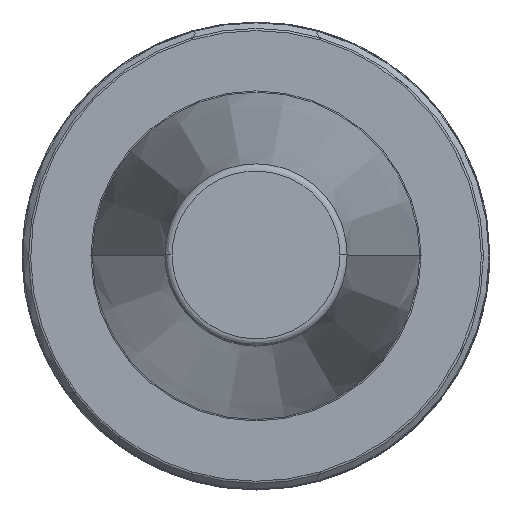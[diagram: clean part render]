
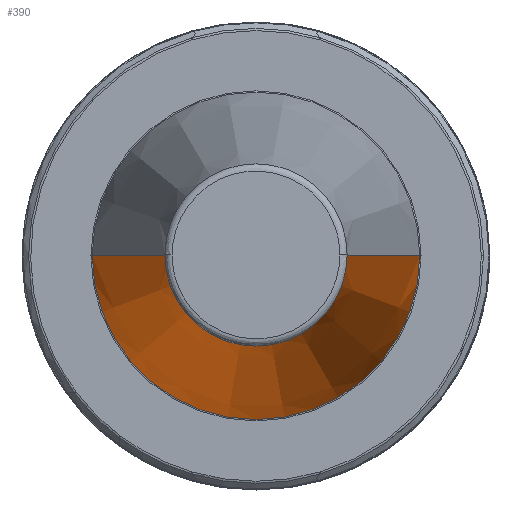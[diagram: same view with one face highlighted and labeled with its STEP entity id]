
A CAD part, top view. The second image highlights one B-rep face of the part: STEP entity #390.
In plain terms, the highlighted conical face has half-angle 8.297 degrees and reference radius 12.375 mm.
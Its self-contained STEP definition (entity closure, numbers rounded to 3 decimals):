
#58 = DIRECTION ( 'NONE',  ( -1., 0., 0. ) ) ;
#97 = AXIS2_PLACEMENT_3D ( 'NONE', #838, #1610, #3195 ) ;
#176 = ORIENTED_EDGE ( 'NONE', *, *, #669, .F. ) ;
#227 = EDGE_CURVE ( 'NONE', #3254, #1283, #714, .T. ) ;
#241 = ORIENTED_EDGE ( 'NONE', *, *, #724, .T. ) ;
#390 = ADVANCED_FACE ( 'NONE', ( #3303 ), #1912, .T. ) ;
#669 = EDGE_CURVE ( 'NONE', #1283, #3025, #2316, .T. ) ;
#675 = DIRECTION ( 'NONE',  ( -1., 0., 0. ) ) ;
#714 = CIRCLE ( 'NONE', #2264, 12.375 ) ;
#724 = EDGE_CURVE ( 'NONE', #731, #3025, #3143, .T. ) ;
#731 = VERTEX_POINT ( 'NONE', #1157 ) ;
#838 = CARTESIAN_POINT ( 'NONE',  ( 0., 0., 0. ) ) ;
#1157 = CARTESIAN_POINT ( 'NONE',  ( -22.225, 0., 0. ) ) ;
#1283 = VERTEX_POINT ( 'NONE', #3207 ) ;
#1610 = DIRECTION ( 'NONE',  ( 0., 0., 1. ) ) ;
#1846 = DIRECTION ( 'NONE',  ( 0.144, 0., -0.99 ) ) ;
#1861 = ORIENTED_EDGE ( 'NONE', *, *, #227, .F. ) ;
#1912 = CONICAL_SURFACE ( 'NONE', #2085, 12.375, 0.145 ) ;
#2018 = CARTESIAN_POINT ( 'NONE',  ( -12.375, 0., 67.544 ) ) ;
#2085 = AXIS2_PLACEMENT_3D ( 'NONE', #2597, #2440, #58 ) ;
#2118 = CARTESIAN_POINT ( 'NONE',  ( -12.375, 0., 67.544 ) ) ;
#2132 = DIRECTION ( 'NONE',  ( 0., 0., 1. ) ) ;
#2264 = AXIS2_PLACEMENT_3D ( 'NONE', #3339, #2132, #675 ) ;
#2316 = LINE ( 'NONE', #2369, #3185 ) ;
#2369 = CARTESIAN_POINT ( 'NONE',  ( 12.375, 0., 67.544 ) ) ;
#2440 = DIRECTION ( 'NONE',  ( 0., 0., -1. ) ) ;
#2597 = CARTESIAN_POINT ( 'NONE',  ( 0., 0., 67.544 ) ) ;
#2664 = ORIENTED_EDGE ( 'NONE', *, *, #2741, .T. ) ;
#2691 = LINE ( 'NONE', #2118, #2893 ) ;
#2741 = EDGE_CURVE ( 'NONE', #3254, #731, #2691, .T. ) ;
#2806 = DIRECTION ( 'NONE',  ( -0.144, 0., -0.99 ) ) ;
#2893 = VECTOR ( 'NONE', #2806, 1000. ) ;
#3025 = VERTEX_POINT ( 'NONE', #3118 ) ;
#3118 = CARTESIAN_POINT ( 'NONE',  ( 22.225, 0., 0. ) ) ;
#3143 = CIRCLE ( 'NONE', #97, 22.225 ) ;
#3185 = VECTOR ( 'NONE', #1846, 1000. ) ;
#3195 = DIRECTION ( 'NONE',  ( 1., 0., 0. ) ) ;
#3197 = EDGE_LOOP ( 'NONE', ( #176, #1861, #2664, #241 ) ) ;
#3207 = CARTESIAN_POINT ( 'NONE',  ( 12.375, 0., 67.544 ) ) ;
#3254 = VERTEX_POINT ( 'NONE', #2018 ) ;
#3303 = FACE_OUTER_BOUND ( 'NONE', #3197, .T. ) ;
#3339 = CARTESIAN_POINT ( 'NONE',  ( 0., 0., 67.544 ) ) ;
